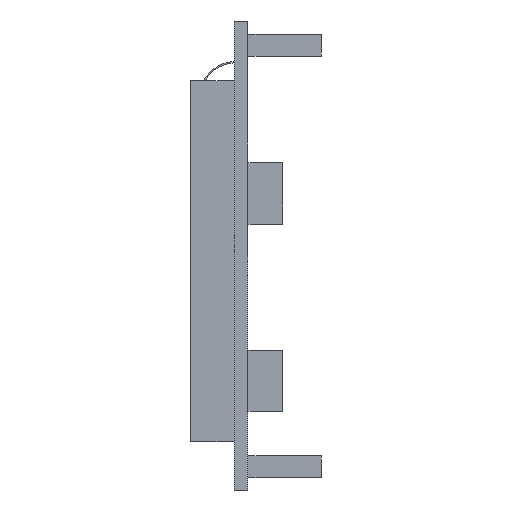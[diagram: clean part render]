
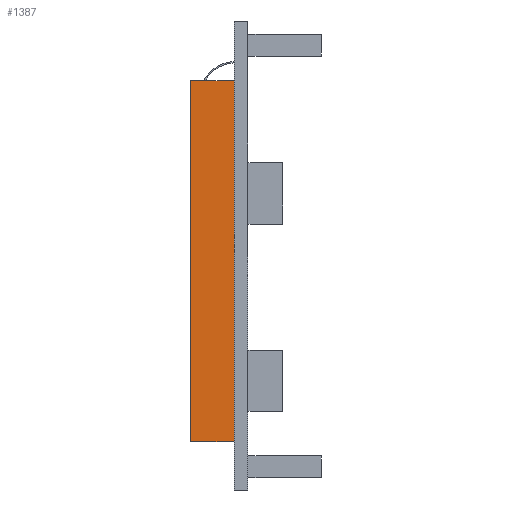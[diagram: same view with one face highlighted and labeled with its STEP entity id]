
A CAD part, left-side view. The second image highlights one B-rep face of the part: STEP entity #1387.
In plain terms, the highlighted planar face has unit normal (-1, 0, 0).
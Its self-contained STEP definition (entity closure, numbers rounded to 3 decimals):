
#56 = VECTOR ( 'NONE', #659, 1000. ) ;
#230 = EDGE_CURVE ( 'NONE', #2186, #1358, #653, .T. ) ;
#416 = PLANE ( 'NONE',  #1177 ) ;
#584 = LINE ( 'NONE', #1272, #1691 ) ;
#653 = LINE ( 'NONE', #2666, #56 ) ;
#659 = DIRECTION ( 'NONE',  ( 0., 0., 1. ) ) ;
#669 = EDGE_LOOP ( 'NONE', ( #1590, #2340, #982, #2460 ) ) ;
#858 = DIRECTION ( 'NONE',  ( 1., 0., 0. ) ) ;
#887 = LINE ( 'NONE', #2723, #1778 ) ;
#982 = ORIENTED_EDGE ( 'NONE', *, *, #2192, .F. ) ;
#1028 = DIRECTION ( 'NONE',  ( 0., -1., 0. ) ) ;
#1177 = AXIS2_PLACEMENT_3D ( 'NONE', #1329, #858, #2686 ) ;
#1223 = EDGE_CURVE ( 'NONE', #1602, #2186, #1333, .T. ) ;
#1225 = VECTOR ( 'NONE', #1028, 1000. ) ;
#1272 = CARTESIAN_POINT ( 'NONE',  ( -30.62, 6.56, -27.614 ) ) ;
#1329 = CARTESIAN_POINT ( 'NONE',  ( -30.62, 6.56, -27.614 ) ) ;
#1333 = LINE ( 'NONE', #2841, #1225 ) ;
#1358 = VERTEX_POINT ( 'NONE', #1533 ) ;
#1387 = ADVANCED_FACE ( 'NONE', ( #2504 ), #416, .F. ) ;
#1446 = EDGE_CURVE ( 'NONE', #2244, #1358, #887, .T. ) ;
#1533 = CARTESIAN_POINT ( 'NONE',  ( -30.62, 1.56, 13.686 ) ) ;
#1590 = ORIENTED_EDGE ( 'NONE', *, *, #230, .T. ) ;
#1602 = VERTEX_POINT ( 'NONE', #2549 ) ;
#1691 = VECTOR ( 'NONE', #2846, 1000. ) ;
#1778 = VECTOR ( 'NONE', #2280, 1000. ) ;
#2186 = VERTEX_POINT ( 'NONE', #2199 ) ;
#2192 = EDGE_CURVE ( 'NONE', #1602, #2244, #584, .T. ) ;
#2194 = CARTESIAN_POINT ( 'NONE',  ( -30.62, 6.56, 13.686 ) ) ;
#2199 = CARTESIAN_POINT ( 'NONE',  ( -30.62, 1.56, -27.614 ) ) ;
#2244 = VERTEX_POINT ( 'NONE', #2194 ) ;
#2280 = DIRECTION ( 'NONE',  ( 0., -1., 0. ) ) ;
#2340 = ORIENTED_EDGE ( 'NONE', *, *, #1446, .F. ) ;
#2460 = ORIENTED_EDGE ( 'NONE', *, *, #1223, .T. ) ;
#2504 = FACE_OUTER_BOUND ( 'NONE', #669, .T. ) ;
#2549 = CARTESIAN_POINT ( 'NONE',  ( -30.62, 6.56, -27.614 ) ) ;
#2666 = CARTESIAN_POINT ( 'NONE',  ( -30.62, 1.56, -27.614 ) ) ;
#2686 = DIRECTION ( 'NONE',  ( 0., 0., -1. ) ) ;
#2723 = CARTESIAN_POINT ( 'NONE',  ( -30.62, 6.56, 13.686 ) ) ;
#2841 = CARTESIAN_POINT ( 'NONE',  ( -30.62, 6.56, -27.614 ) ) ;
#2846 = DIRECTION ( 'NONE',  ( 0., 0., 1. ) ) ;
